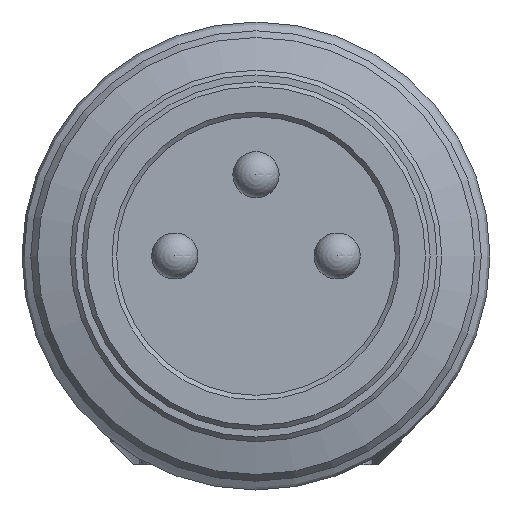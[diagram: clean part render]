
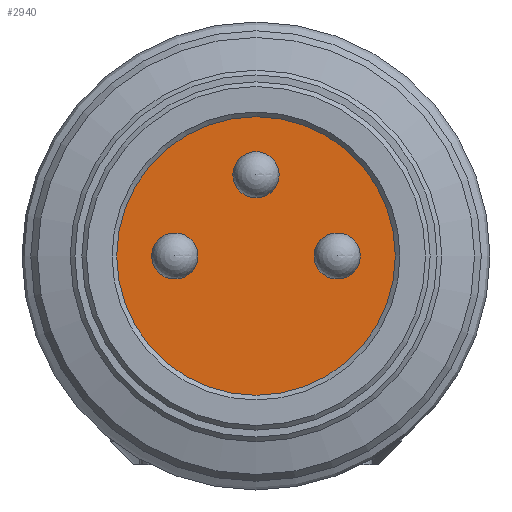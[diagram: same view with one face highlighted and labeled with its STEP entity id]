
A CAD part, left-side view. The second image highlights one B-rep face of the part: STEP entity #2940.
In plain terms, the highlighted planar face has unit normal (-1, 0, 0).
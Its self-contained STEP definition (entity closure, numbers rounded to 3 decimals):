
#468=PLANE('',#3246);
#543=FACE_BOUND('',#1017,.T.);
#544=FACE_BOUND('',#1018,.T.);
#545=FACE_BOUND('',#1019,.T.);
#770=FACE_OUTER_BOUND('',#1016,.T.);
#1016=EDGE_LOOP('',(#2518));
#1017=EDGE_LOOP('',(#2519));
#1018=EDGE_LOOP('',(#2520));
#1019=EDGE_LOOP('',(#2521));
#1188=CIRCLE('',#3247,3.);
#1189=CIRCLE('',#3248,0.5);
#1190=CIRCLE('',#3249,0.5);
#1191=CIRCLE('',#3250,0.5);
#1457=VERTEX_POINT('',#5357);
#1458=VERTEX_POINT('',#5359);
#1459=VERTEX_POINT('',#5361);
#1460=VERTEX_POINT('',#5363);
#1820=EDGE_CURVE('',#1457,#1457,#1188,.T.);
#1821=EDGE_CURVE('',#1458,#1458,#1189,.T.);
#1822=EDGE_CURVE('',#1459,#1459,#1190,.T.);
#1823=EDGE_CURVE('',#1460,#1460,#1191,.T.);
#2518=ORIENTED_EDGE('',*,*,#1820,.T.);
#2519=ORIENTED_EDGE('',*,*,#1821,.T.);
#2520=ORIENTED_EDGE('',*,*,#1822,.T.);
#2521=ORIENTED_EDGE('',*,*,#1823,.T.);
#2940=ADVANCED_FACE('',(#770,#543,#544,#545),#468,.T.);
#3246=AXIS2_PLACEMENT_3D('',#5356,#4000,#4001);
#3247=AXIS2_PLACEMENT_3D('',#5358,#4002,#4003);
#3248=AXIS2_PLACEMENT_3D('',#5360,#4004,#4005);
#3249=AXIS2_PLACEMENT_3D('',#5362,#4006,#4007);
#3250=AXIS2_PLACEMENT_3D('',#5364,#4008,#4009);
#4000=DIRECTION('center_axis',(-1.,0.,0.));
#4001=DIRECTION('ref_axis',(0.,0.,1.));
#4002=DIRECTION('center_axis',(-1.,0.,0.));
#4003=DIRECTION('ref_axis',(0.,0.,1.));
#4004=DIRECTION('center_axis',(1.,0.,0.));
#4005=DIRECTION('ref_axis',(0.,1.,0.));
#4006=DIRECTION('center_axis',(1.,0.,0.));
#4007=DIRECTION('ref_axis',(0.,1.,0.));
#4008=DIRECTION('center_axis',(1.,0.,0.));
#4009=DIRECTION('ref_axis',(0.,1.,0.));
#5356=CARTESIAN_POINT('Origin',(-332.5,2.5,6.));
#5357=CARTESIAN_POINT('',(-332.5,2.5,7.5));
#5358=CARTESIAN_POINT('Origin',(-332.5,2.5,4.5));
#5359=CARTESIAN_POINT('',(-332.5,3.75,4.5));
#5360=CARTESIAN_POINT('Origin',(-332.5,4.25,4.5));
#5361=CARTESIAN_POINT('',(-332.5,2.,6.25));
#5362=CARTESIAN_POINT('Origin',(-332.5,2.5,6.25));
#5363=CARTESIAN_POINT('',(-332.5,0.25,4.5));
#5364=CARTESIAN_POINT('Origin',(-332.5,0.75,4.5));
